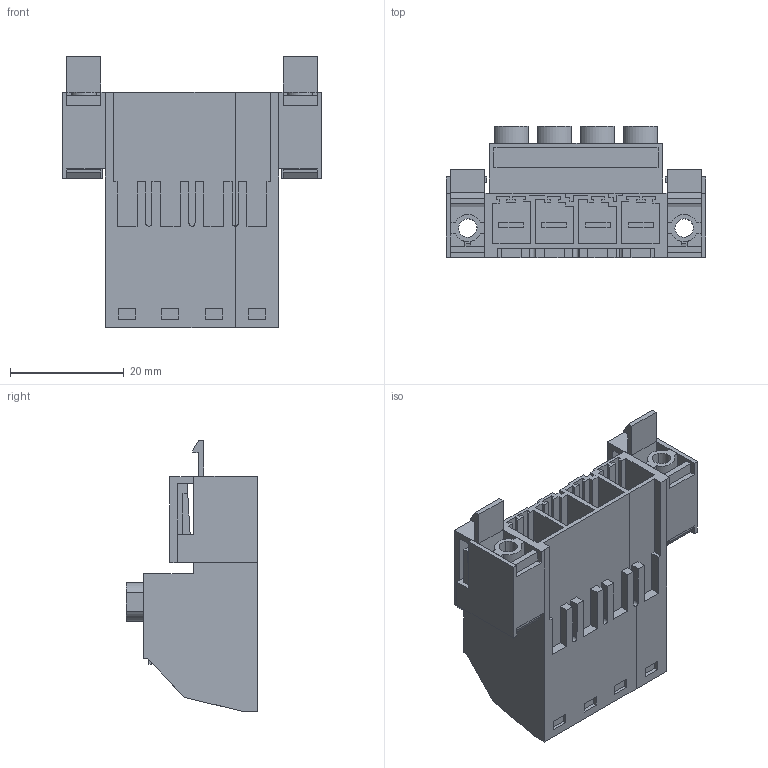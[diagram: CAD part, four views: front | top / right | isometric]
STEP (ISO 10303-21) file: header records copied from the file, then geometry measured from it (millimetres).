
FILE_DESCRIPTION(('CATIA V5 STEP Exchange','CAx-IF Rec.Pracs.--- Model Styling and Organization---1.4--- 2014-01-23'),'2;1');
FILE_NAME ('D1460199_1_1950900000_1950900000.stp','2023-02-01T13:08:31+00:00',('none'),('Weidmueller'),'CATIA Version 5-6 Release 2016 SP3 HF44','CATIA V5 STEP AP214','none');
FILE_SCHEMA(('AUTOMOTIVE_DESIGN { 1 0 10303 214 1 1 1 1 }'));
Length unit declared in the file: millimetre
Products named in the file (1): 1950900000
Bounding box: 45.72 x 23.1 x 47.75 mm (x, y, z)
Volume: 14880.4 mm3; surface area: 13980.3 mm2
Topology: 13 solids, 13 shells, 517 faces, 1419 edges, 945 vertices
Faces by surface type: plane 479, cylinder 38
Entity records: 15786 total; most frequent: ORIENTED_EDGE 2838, CARTESIAN_POINT 2797, DIRECTION 2130, EDGE_CURVE 1419, VECTOR 1314, LINE 1314, VERTEX_POINT 945, EDGE_LOOP 542
